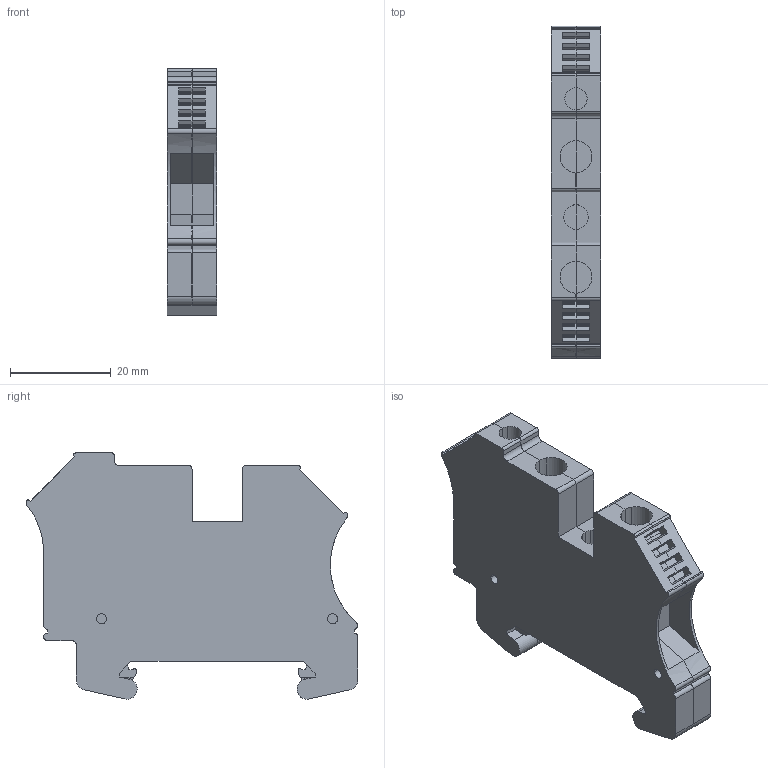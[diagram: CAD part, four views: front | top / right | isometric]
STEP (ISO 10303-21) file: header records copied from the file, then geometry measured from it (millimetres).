
FILE_DESCRIPTION(('CATIA V5 STEP Exchange','CAx-IF Rec.Pracs.--- Model Styling and Organization---1.5--- 2016-08-15','CAx-IF Rec.Pracs.---Supplemental Geometry---1.0---2011-11-01','CAx-IF Rec.Pracs.--- Composite Materials ---1.1---2010-07-15'),'2;1');
FILE_NAME ('361216_1', '2025-09-22T05:29:30+00:00', ('none'), ('Weidmueller'), 'CATIA Version 5-6 Release 2024 SP4', 'CATIA V5 STEP AP214 v3', 'none');
FILE_SCHEMA(('AUTOMOTIVE_DESIGN { 1 0 10303 214 1 1 1 1 }'));
Length unit declared in the file: millimetre
Products named in the file (1): 32703_WPE10_ZR
Bounding box: 9.9 x 66 x 48.99 mm (x, y, z)
Volume: 19661.7 mm3; surface area: 12828.2 mm2
Topology: 6 solids, 6 shells, 444 faces, 1320 edges, 892 vertices
Faces by surface type: plane 350, cylinder 94
Entity records: 14484 total; most frequent: CARTESIAN_POINT 2762, ORIENTED_EDGE 2640, DIRECTION 2076, EDGE_CURVE 1320, VECTOR 1128, LINE 1128, VERTEX_POINT 892, AXIS2_PLACEMENT_3D 561
